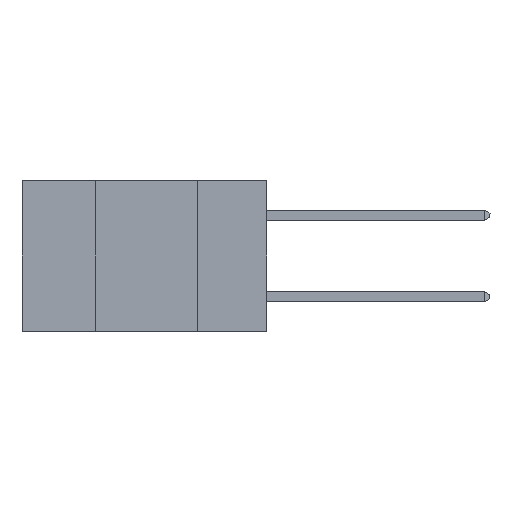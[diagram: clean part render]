
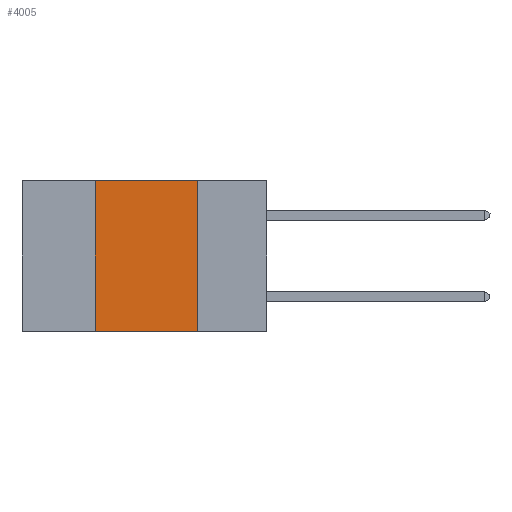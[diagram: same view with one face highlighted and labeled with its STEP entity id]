
A CAD part, left-side view. The second image highlights one B-rep face of the part: STEP entity #4005.
In plain terms, the highlighted planar face has unit normal (-1, 0, 0).
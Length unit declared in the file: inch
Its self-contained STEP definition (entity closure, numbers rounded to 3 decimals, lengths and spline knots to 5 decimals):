
#196 = ORIENTED_EDGE ( 'NONE', *, *, #3597, .F. ) ;
#362 = ORIENTED_EDGE ( 'NONE', *, *, #592, .F. ) ;
#468 = ORIENTED_EDGE ( 'NONE', *, *, #5184, .F. ) ;
#592 = EDGE_CURVE ( 'NONE', #3770, #4526, #6521, .T. ) ;
#693 = DIRECTION ( 'NONE',  ( 0., 0., -1. ) ) ;
#820 = CARTESIAN_POINT ( 'NONE',  ( 0., 0.6, -0.37 ) ) ;
#1433 = VERTEX_POINT ( 'NONE', #2189 ) ;
#2189 = CARTESIAN_POINT ( 'NONE',  ( 0., 0.42, -0.37 ) ) ;
#2489 = VECTOR ( 'NONE', #3270, 39.37008 ) ;
#3088 = CARTESIAN_POINT ( 'NONE',  ( 0., 0.17, 0. ) ) ;
#3153 = ORIENTED_EDGE ( 'NONE', *, *, #5264, .T. ) ;
#3206 = DIRECTION ( 'NONE',  ( 0., 0., -1. ) ) ;
#3270 = DIRECTION ( 'NONE',  ( 0., -1., 0. ) ) ;
#3548 = DIRECTION ( 'NONE',  ( 0., 0., 1. ) ) ;
#3597 = EDGE_CURVE ( 'NONE', #1433, #3770, #8814, .T. ) ;
#3770 = VERTEX_POINT ( 'NONE', #6110 ) ;
#3867 = FACE_OUTER_BOUND ( 'NONE', #3915, .T. ) ;
#3915 = EDGE_LOOP ( 'NONE', ( #468, #362, #196, #3153 ) ) ;
#4005 = ADVANCED_FACE ( 'NONE', ( #3867 ), #7134, .F. ) ;
#4411 = DIRECTION ( 'NONE',  ( 0., -1., 0. ) ) ;
#4526 = VERTEX_POINT ( 'NONE', #3088 ) ;
#4976 = VECTOR ( 'NONE', #4411, 39.37008 ) ;
#5184 = EDGE_CURVE ( 'NONE', #4526, #5896, #8138, .T. ) ;
#5264 = EDGE_CURVE ( 'NONE', #1433, #5896, #7024, .T. ) ;
#5760 = CARTESIAN_POINT ( 'NONE',  ( 0., 0.17, 0. ) ) ;
#5896 = VERTEX_POINT ( 'NONE', #8486 ) ;
#6110 = CARTESIAN_POINT ( 'NONE',  ( 0., 0.42, 0. ) ) ;
#6389 = CARTESIAN_POINT ( 'NONE',  ( 0., 0.6, 0. ) ) ;
#6521 = LINE ( 'NONE', #7888, #2489 ) ;
#7024 = LINE ( 'NONE', #820, #4976 ) ;
#7134 = PLANE ( 'NONE',  #9844 ) ;
#7863 = DIRECTION ( 'NONE',  ( 1., 0., 0. ) ) ;
#7888 = CARTESIAN_POINT ( 'NONE',  ( 0., 0.6, 0. ) ) ;
#8138 = LINE ( 'NONE', #5760, #9760 ) ;
#8486 = CARTESIAN_POINT ( 'NONE',  ( 0., 0.17, -0.37 ) ) ;
#8595 = VECTOR ( 'NONE', #3548, 39.37008 ) ;
#8814 = LINE ( 'NONE', #9537, #8595 ) ;
#9537 = CARTESIAN_POINT ( 'NONE',  ( 0., 0.42, 0. ) ) ;
#9760 = VECTOR ( 'NONE', #693, 39.37008 ) ;
#9844 = AXIS2_PLACEMENT_3D ( 'NONE', #6389, #7863, #3206 ) ;
